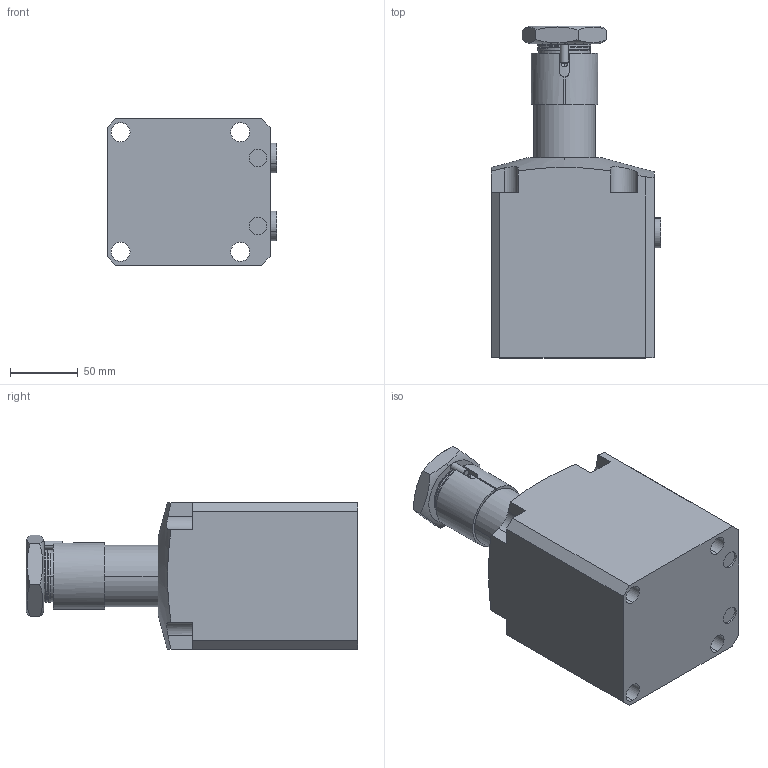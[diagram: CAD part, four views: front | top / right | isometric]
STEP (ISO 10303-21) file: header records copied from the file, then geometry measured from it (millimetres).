
FILE_DESCRIPTION (( 'STEP AP203' ), '1' );
FILE_NAME ('CBTU-25L-90.STEP', '2019-03-29T02:20:07', ( '' ), ( '' ), 'SwSTEP 2.0', 'SolidWorks 2017', '' );
FILE_SCHEMA (( 'CONFIG_CONTROL_DESIGN' ));
Length unit declared in the file: millimetre
Products named in the file (7): CBTU25蹟譫; CBTU-25L-90; CBTU25袪杶; 囀鞠褒黑芛郔陔3-8; CBTU25活塞杆; CBTU25隅弇种; CBTU25掛极
Assembly tree (7 placements, depth 2):
  CBTU-25L-90
    CBTU25活塞杆
    CBTU25蹟譫
    CBTU25袪杶
    CBTU25掛极
    囀鞠褒黑芛郔陔3-8  x2
    CBTU25隅弇种
Bounding box: 125 x 244 x 108 mm (x, y, z)
Volume: 2002130.9 mm3; surface area: 171235.8 mm2
Topology: 7 solids, 7 shells, 169 faces, 409 edges, 267 vertices
Faces by surface type: plane 76, cylinder 70, cone 15, torus 4, sphere 2, bspline 2
Entity records: 7039 total; most frequent: CARTESIAN_POINT 2778, ORIENTED_EDGE 750, DIRECTION 705, EDGE_CURVE 375, AXIS2_PLACEMENT_3D 265, VERTEX_POINT 245, VECTOR 175, LINE 175
